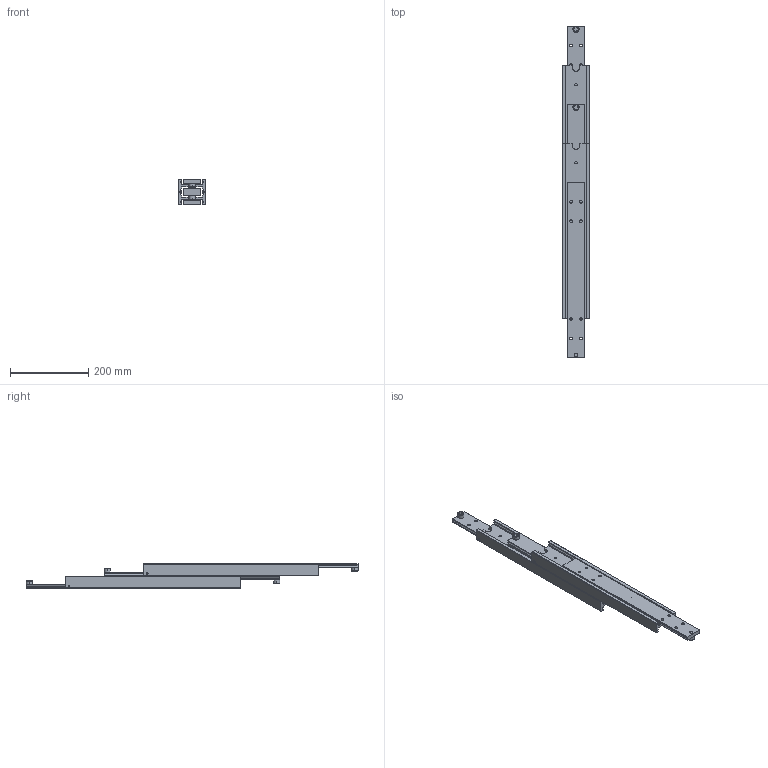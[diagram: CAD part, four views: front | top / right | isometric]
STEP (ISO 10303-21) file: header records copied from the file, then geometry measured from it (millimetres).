
FILE_DESCRIPTION((''),'2;1');
FILE_NAME('DDTS-70 450.stp','2021-04-19T14:47:14',(''),(''),'Mechanical Desktop 2006','Mechanical Desktop 2006',', , ');
FILE_SCHEMA(('CONFIG_CONTROL_DESIGN'));
Length unit declared in the file: millimetre
Products named in the file (4): DDTS-70 A; MAIN PROFILE; MIDDLE SEGM2; OUTER BEAM
Assembly tree (5 placements, depth 2):
  DDTS-70 A
    MAIN PROFILE  x2
    MIDDLE SEGM2
    OUTER BEAM  x2
Bounding box: 70 x 850 x 64 mm (x, y, z)
Volume: 1471489.8 mm3; surface area: 403309.6 mm2
Topology: 5 solids, 36 shells, 555 faces, 1493 edges, 950 vertices
Faces by surface type: cylinder 194, plane 137, cone 112, torus 104, bspline 8
Entity records: 13358 total; most frequent: CARTESIAN_POINT 3163, DIRECTION 2307, ORIENTED_EDGE 2054, EDGE_CURVE 1027, AXIS2_PLACEMENT_3D 950, VERTEX_POINT 652, CIRCLE 562, EDGE_LOOP 413
